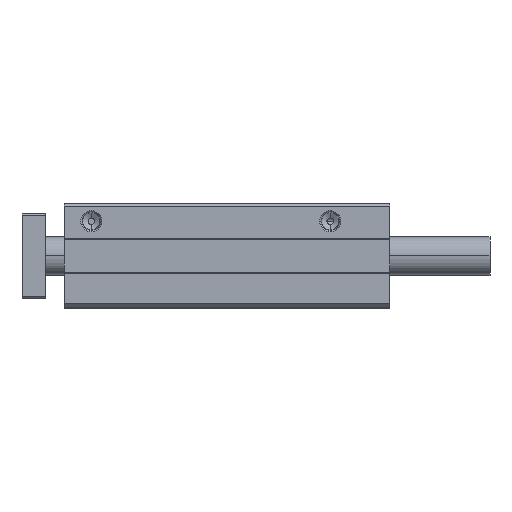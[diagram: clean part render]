
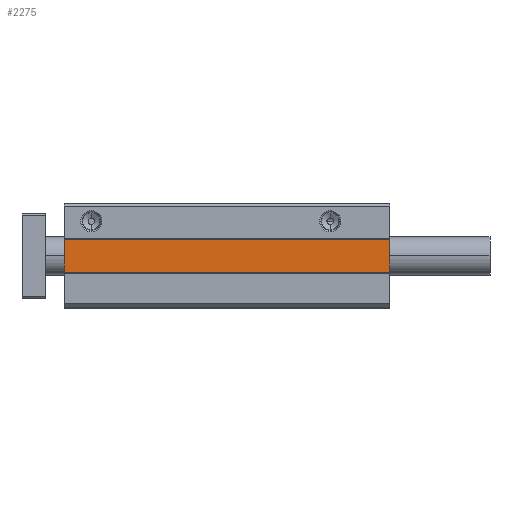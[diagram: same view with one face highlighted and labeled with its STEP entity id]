
A CAD part, top view. The second image highlights one B-rep face of the part: STEP entity #2275.
In plain terms, the highlighted planar face has unit normal (0, 0, 1).
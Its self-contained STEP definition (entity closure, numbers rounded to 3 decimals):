
#283 = ORIENTED_EDGE ( 'NONE', *, *, #7226, .T. ) ;
#435 = DIRECTION ( 'NONE',  ( 0., -1., 0. ) ) ;
#942 = LINE ( 'NONE', #7162, #10161 ) ;
#1467 = ORIENTED_EDGE ( 'NONE', *, *, #9046, .F. ) ;
#1701 = CARTESIAN_POINT ( 'NONE',  ( 0., -8.45, 59.4 ) ) ;
#2275 = ADVANCED_FACE ( 'NONE', ( #11633 ), #2450, .T. ) ;
#2450 = PLANE ( 'NONE',  #9638 ) ;
#3206 = CARTESIAN_POINT ( 'NONE',  ( 0., -8.45, 59.4 ) ) ;
#3406 = ORIENTED_EDGE ( 'NONE', *, *, #10556, .F. ) ;
#3616 = VERTEX_POINT ( 'NONE', #4469 ) ;
#3670 = VERTEX_POINT ( 'NONE', #8831 ) ;
#3832 = VECTOR ( 'NONE', #435, 1000. ) ;
#4341 = ORIENTED_EDGE ( 'NONE', *, *, #10223, .T. ) ;
#4389 = DIRECTION ( 'NONE',  ( 0., 0., 1. ) ) ;
#4469 = CARTESIAN_POINT ( 'NONE',  ( 169., 8.55, 59.4 ) ) ;
#5093 = DIRECTION ( 'NONE',  ( -1., 0., 0. ) ) ;
#6102 = VECTOR ( 'NONE', #6918, 1000. ) ;
#6237 = VERTEX_POINT ( 'NONE', #3206 ) ;
#6904 = VERTEX_POINT ( 'NONE', #7689 ) ;
#6918 = DIRECTION ( 'NONE',  ( 0., 1., 0. ) ) ;
#7162 = CARTESIAN_POINT ( 'NONE',  ( 0., -8.45, 59.4 ) ) ;
#7226 = EDGE_CURVE ( 'NONE', #3670, #6237, #8747, .T. ) ;
#7689 = CARTESIAN_POINT ( 'NONE',  ( 169., -8.45, 59.4 ) ) ;
#7964 = DIRECTION ( 'NONE',  ( 1., 0., 0. ) ) ;
#8024 = LINE ( 'NONE', #10045, #11883 ) ;
#8563 = EDGE_LOOP ( 'NONE', ( #283, #1467, #4341, #3406 ) ) ;
#8627 = DIRECTION ( 'NONE',  ( 1., 0., 0. ) ) ;
#8747 = LINE ( 'NONE', #1701, #3832 ) ;
#8831 = CARTESIAN_POINT ( 'NONE',  ( 0., 8.55, 59.4 ) ) ;
#9046 = EDGE_CURVE ( 'NONE', #6904, #6237, #942, .T. ) ;
#9638 = AXIS2_PLACEMENT_3D ( 'NONE', #10626, #4389, #8627 ) ;
#10045 = CARTESIAN_POINT ( 'NONE',  ( 0., 8.55, 59.4 ) ) ;
#10161 = VECTOR ( 'NONE', #5093, 1000. ) ;
#10223 = EDGE_CURVE ( 'NONE', #6904, #3616, #10936, .T. ) ;
#10556 = EDGE_CURVE ( 'NONE', #3670, #3616, #8024, .T. ) ;
#10626 = CARTESIAN_POINT ( 'NONE',  ( 0., -8.45, 59.4 ) ) ;
#10936 = LINE ( 'NONE', #13001, #6102 ) ;
#11633 = FACE_OUTER_BOUND ( 'NONE', #8563, .T. ) ;
#11883 = VECTOR ( 'NONE', #7964, 1000. ) ;
#13001 = CARTESIAN_POINT ( 'NONE',  ( 169., -8.45, 59.4 ) ) ;
